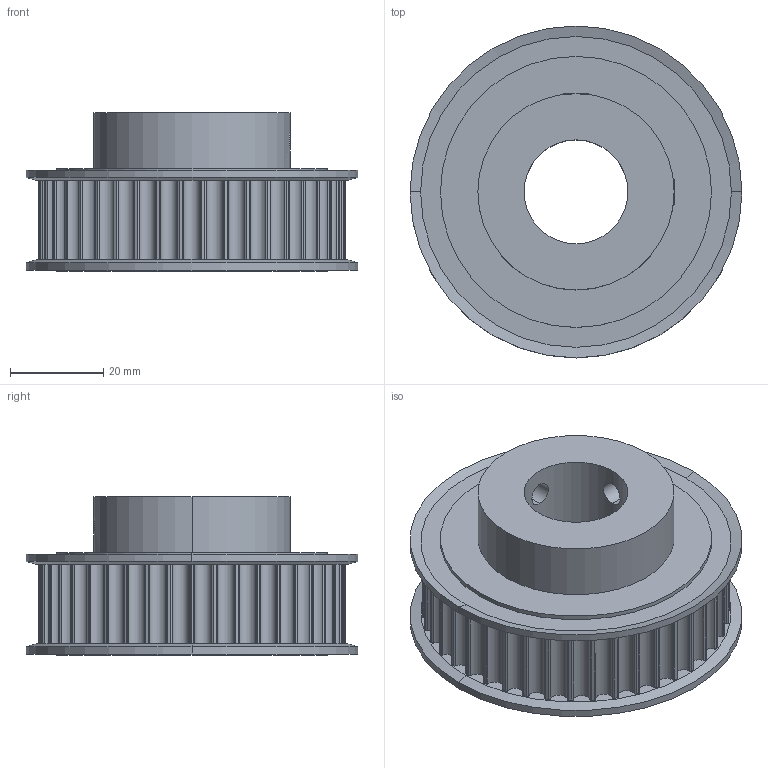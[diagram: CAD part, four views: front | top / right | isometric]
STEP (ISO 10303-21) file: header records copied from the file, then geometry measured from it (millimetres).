
FILE_DESCRIPTION (( 'STEP AP203' ), '1' );
FILE_NAME ('A42-5M15-SS-0875.step', '2023-08-24T19:20:29', ( '' ), ( '' ), 'SwSTEP 2.0', 'SolidWorks 2021', '' );
FILE_SCHEMA (( 'CONFIG_CONTROL_DESIGN' ));
Length unit declared in the file: millimetre
Products named in the file (1): A42-5M15-SS-0875
Bounding box: 71 x 71 x 34 mm (x, y, z)
Volume: 74110.6 mm3; surface area: 22556.1 mm2
Topology: 5 solids, 5 shells, 292 faces, 799 edges, 516 vertices
Faces by surface type: cylinder 233, cone 34, plane 25
Entity records: 9870 total; most frequent: CARTESIAN_POINT 2010, DIRECTION 1831, ORIENTED_EDGE 1590, EDGE_CURVE 795, AXIS2_PLACEMENT_3D 781, VERTEX_POINT 516, CIRCLE 488, EDGE_LOOP 305
